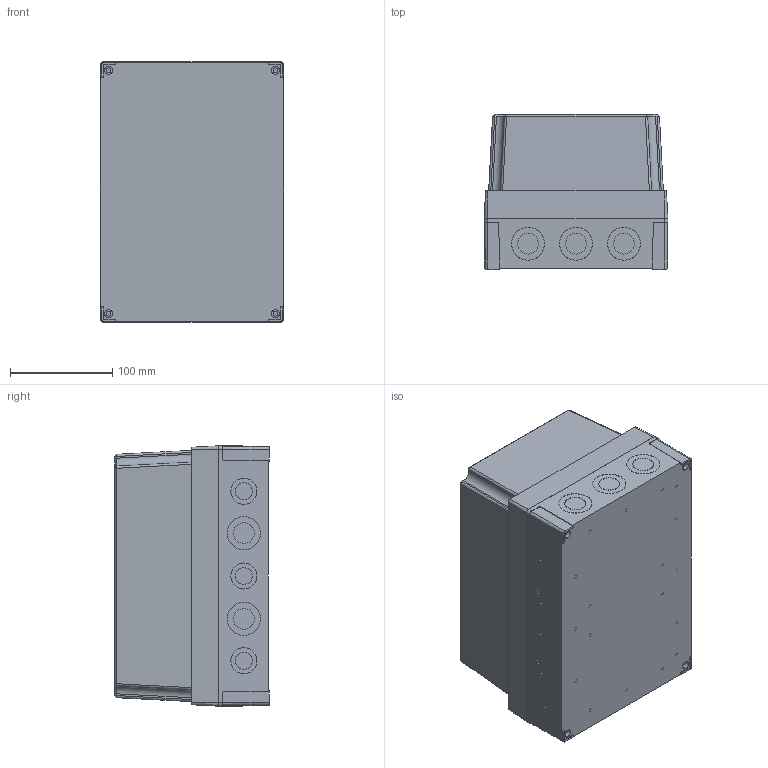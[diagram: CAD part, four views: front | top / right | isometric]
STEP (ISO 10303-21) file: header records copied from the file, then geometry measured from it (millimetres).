
FILE_DESCRIPTION (( 'STEP AP214' ), '1' );
FILE_NAME ('6016329_FIBOX_MNX_PCM_200_150_G.STEP', '2023-02-16T13:27:54', ( '' ), ( '' ), 'SwSTEP 2.0', 'SolidWorks 2021', '' );
FILE_SCHEMA (( 'AUTOMOTIVE_DESIGN' ));
Length unit declared in the file: millimetre
Products named in the file (4): FIBOX_MNXPCM200B; FIBOX_MNX200100C; FIBOX_MNXSS14551H; 6016329_FIBOX_MNX_PCM_200_150_G
Assembly tree (6 placements, depth 2):
  6016329_FIBOX_MNX_PCM_200_150_G
    FIBOX_MNXPCM200B
    FIBOX_MNX200100C
    FIBOX_MNXSS14551H  x4
Bounding box: 180.1 x 151.6 x 255.1 mm (x, y, z)
Volume: 583589.2 mm3; surface area: 438416.9 mm2
Topology: 6 solids, 6 shells, 749 faces, 1790 edges, 1185 vertices
Faces by surface type: plane 395, cylinder 296, cone 56, bspline 2
Entity records: 22002 total; most frequent: CARTESIAN_POINT 5909, DIRECTION 3467, ORIENTED_EDGE 3172, EDGE_CURVE 1586, AXIS2_PLACEMENT_3D 1312, VERTEX_POINT 1053, VECTOR 843, LINE 843
